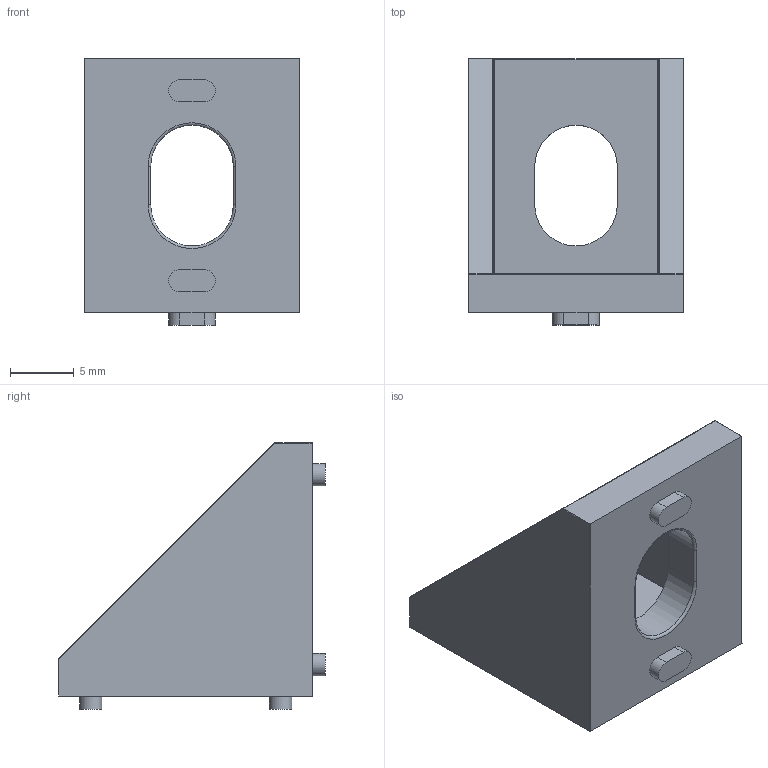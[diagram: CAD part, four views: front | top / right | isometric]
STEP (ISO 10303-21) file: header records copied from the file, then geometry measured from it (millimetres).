
FILE_DESCRIPTION(/* description */ (''),/* implementation_level */ '2;1');
FILE_NAME(/* name */ 'Ooznest 90 Degree Cast Corner for 2020 Extrusion.step',/* time_stamp */ '2021-06-18T11:20:36+01:00',/* author */ (''),/* organization */ (''),/* preprocessor_version */ 'ST-DEVELOPER v18.1',/* originating_system */ 'Autodesk Translation Framework v10.9.0.1377',/* authorisation */ '');
FILE_SCHEMA (('AUTOMOTIVE_DESIGN { 1 0 10303 214 3 1 1 }'));
Length unit declared in the file: millimetre
Products named in the file (1): Ooznest 90 Degree Cast Corner for 2020 Extrusion
Bounding box: 17 x 21 x 21 mm (x, y, z)
Volume: 2171.3 mm3; surface area: 2094.4 mm2
Topology: 1 solids, 1 shells, 91 faces, 217 edges, 132 vertices
Faces by surface type: cylinder 35, plane 28, bspline 20, sphere 4, torus 4
Entity records: 3641 total; most frequent: CARTESIAN_POINT 1556, ORIENTED_EDGE 434, DIRECTION 413, EDGE_CURVE 217, AXIS2_PLACEMENT_3D 158, VERTEX_POINT 132, EDGE_LOOP 99, LINE 97
